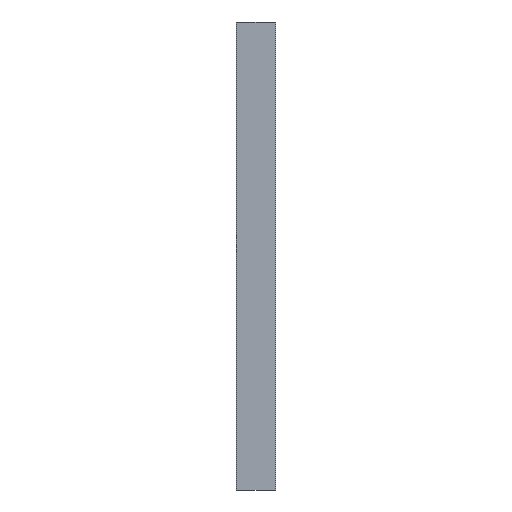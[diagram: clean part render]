
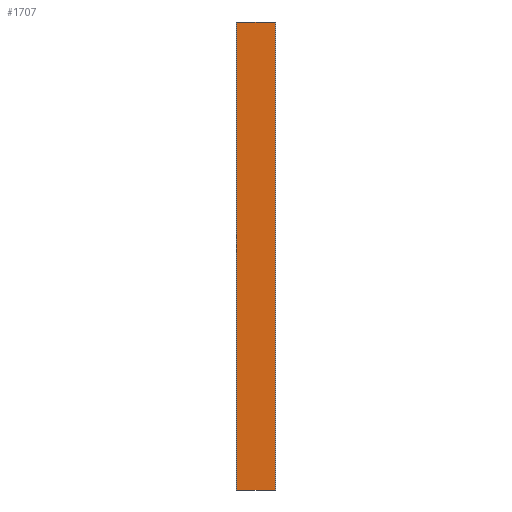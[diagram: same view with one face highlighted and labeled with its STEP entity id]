
A CAD part, left-side view. The second image highlights one B-rep face of the part: STEP entity #1707.
In plain terms, the highlighted planar face has unit normal (-1, 0, 0).
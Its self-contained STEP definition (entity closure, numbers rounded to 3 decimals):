
#172 = AXIS2_PLACEMENT_3D ( 'NONE', #312, #285, #284 ) ;
#185 = CARTESIAN_POINT ( 'NONE',  ( 0., -82., 0. ) ) ;
#284 = DIRECTION ( 'NONE',  ( 0., 0., -1. ) ) ;
#285 = DIRECTION ( 'NONE',  ( 1., 0., 0. ) ) ;
#307 = PLANE ( 'NONE',  #172 ) ;
#312 = CARTESIAN_POINT ( 'NONE',  ( 0., -82., 2000. ) ) ;
#480 = CARTESIAN_POINT ( 'NONE',  ( 0., -82., 2000. ) ) ;
#508 = LINE ( 'NONE', #536, #518 ) ;
#518 = VECTOR ( 'NONE', #531, 1000. ) ;
#531 = DIRECTION ( 'NONE',  ( 0., 0., -1. ) ) ;
#536 = CARTESIAN_POINT ( 'NONE',  ( 0., 82., 2000. ) ) ;
#569 = VECTOR ( 'NONE', #782, 1000. ) ;
#571 = LINE ( 'NONE', #712, #577 ) ;
#577 = VECTOR ( 'NONE', #722, 1000. ) ;
#592 = LINE ( 'NONE', #771, #600 ) ;
#600 = VECTOR ( 'NONE', #784, 1000. ) ;
#614 = LINE ( 'NONE', #754, #569 ) ;
#664 = FACE_OUTER_BOUND ( 'NONE', #823, .T. ) ;
#691 = CARTESIAN_POINT ( 'NONE',  ( 0., 82., 2000. ) ) ;
#712 = CARTESIAN_POINT ( 'NONE',  ( 0., -82., 0. ) ) ;
#722 = DIRECTION ( 'NONE',  ( 0., -1., 0. ) ) ;
#754 = CARTESIAN_POINT ( 'NONE',  ( 0., -82., 2000. ) ) ;
#771 = CARTESIAN_POINT ( 'NONE',  ( 0., -82., 2000. ) ) ;
#782 = DIRECTION ( 'NONE',  ( 0., 0., -1. ) ) ;
#784 = DIRECTION ( 'NONE',  ( 0., -1., 0. ) ) ;
#823 = EDGE_LOOP ( 'NONE', ( #1141, #1608, #870, #890 ) ) ;
#870 = ORIENTED_EDGE ( 'NONE', *, *, #1461, .F. ) ;
#890 = ORIENTED_EDGE ( 'NONE', *, *, #1625, .T. ) ;
#1117 = CARTESIAN_POINT ( 'NONE',  ( 0., 82., 0. ) ) ;
#1141 = ORIENTED_EDGE ( 'NONE', *, *, #1500, .T. ) ;
#1241 = VERTEX_POINT ( 'NONE', #1117 ) ;
#1461 = EDGE_CURVE ( 'NONE', #1516, #1643, #592, .T. ) ;
#1473 = EDGE_CURVE ( 'NONE', #1643, #1764, #614, .T. ) ;
#1500 = EDGE_CURVE ( 'NONE', #1241, #1764, #571, .T. ) ;
#1516 = VERTEX_POINT ( 'NONE', #691 ) ;
#1608 = ORIENTED_EDGE ( 'NONE', *, *, #1473, .F. ) ;
#1625 = EDGE_CURVE ( 'NONE', #1516, #1241, #508, .T. ) ;
#1643 = VERTEX_POINT ( 'NONE', #480 ) ;
#1707 = ADVANCED_FACE ( 'NONE', ( #664 ), #307, .F. ) ;
#1764 = VERTEX_POINT ( 'NONE', #185 ) ;
